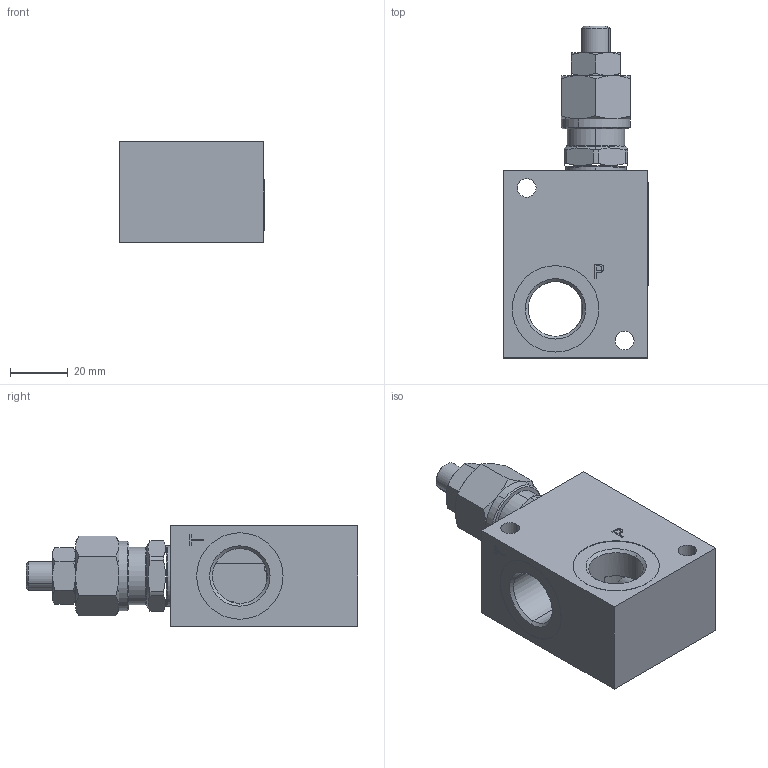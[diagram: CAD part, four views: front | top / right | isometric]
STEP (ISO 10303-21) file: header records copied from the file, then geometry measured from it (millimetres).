
FILE_DESCRIPTION (( 'STEP AP214' ), '1' );
FILE_NAME ('051301030320000.STEP', '2025-06-04T08:39:16', ( '' ), ( '' ), 'SwSTEP 2.0', 'SolidWorks 2023', '' );
FILE_SCHEMA (( 'AUTOMOTIVE_DESIGN' ));
Length unit declared in the file: millimetre
Products named in the file (1): 051301030320000
Bounding box: 50.2 x 115.23 x 35 mm (x, y, z)
Surface area: 25016.9 mm2 (no closed solid volume)
Topology: 0 solids, 52 shells, 238 faces, 3342 edges, 3147 vertices
Faces by surface type: plane 144, cylinder 40, cone 40, bspline 10, torus 4
Entity records: 31487 total; most frequent: CARTESIAN_POINT 9612, DIRECTION 3768, ORIENTED_EDGE 3716, EDGE_CURVE 3338, VERTEX_POINT 3147, VECTOR 3002, LINE 3002, AXIS2_PLACEMENT_3D 383
